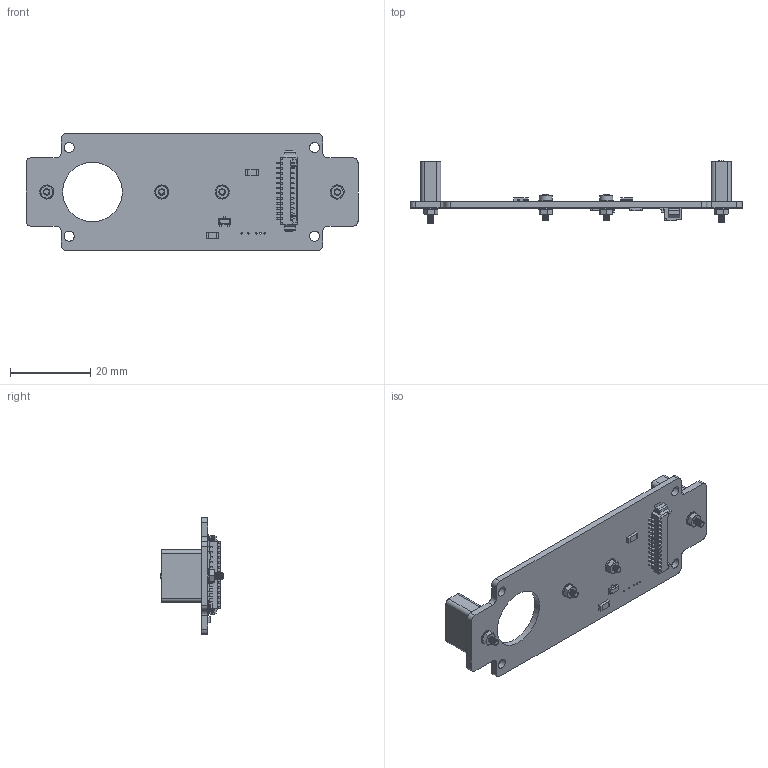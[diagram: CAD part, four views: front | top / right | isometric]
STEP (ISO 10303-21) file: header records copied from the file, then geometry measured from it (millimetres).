
FILE_DESCRIPTION(/* description */ (''),/* implementation_level */ '2;1');
FILE_NAME(/* name */ 'Placa B2 con componentes.stp',/* time_stamp */ '2020-05-24T14:02:58-04:00',/* author */ ('javic'),/* organization */ (''),/* preprocessor_version */ 'ST-DEVELOPER v18',/* originating_system */ 'Autodesk Inventor 2020',/* authorisation */ '');
FILE_SCHEMA (('AUTOMOTIVE_DESIGN { 1 0 10303 214 3 1 1 }'));
Products named in the file (12): kjdKASJDK; Soporte placa A1 - A2; Tornillo M1.6 14 mm; Board; Picoblade_2; Resistencia 330 Ohm; Golilla M1.6  ; Tornillo M1.6 5 mm; Tuerca M1.6_2; Sensor; Condensador 100nF; Mosfet PMV16XNR
Assembly tree (27 placements, depth 2):
  kjdKASJDK
    Soporte placa A1 - A2  x2
    Golilla M1.6    x8
    Tornillo M1.6 14 mm  x2
    Tuerca M1.6_2  x4
    Board
    Picoblade_2
    Resistencia 330 Ohm  x2
    Tornillo M1.6 5 mm  x2
    Sensor  x2
    Condensador 100nF  x2
    Mosfet PMV16XNR
Bounding box: 82.5 x 15.41 x 29 mm (x, y, z)
Volume: 4611.3 mm3; surface area: 6845.2 mm2
Topology: 36 solids, 36 shells, 1177 faces, 3247 edges, 2224 vertices
Faces by surface type: plane 673, cylinder 404, cone 48, torus 32, bspline 16, sphere 4
Full cylindrical faces by diameter (mm): 0.155 x2, 0.163 x1, 0.35 x5, 1.139 x104, 1.538 x106, 1.6 x16, 1.7 x8, 1.8 x6, 2.5 x4, 3.2 x4, 3.5 x8, 4 x2, 14.8 x1
Entity records: 51361 total; most frequent: CARTESIAN_POINT 30009, ORIENTED_EDGE 4494, DIRECTION 3894, EDGE_CURVE 2247, LINE 1680, VECTOR 1680, VERTEX_POINT 1478, AXIS2_PLACEMENT_3D 1107
